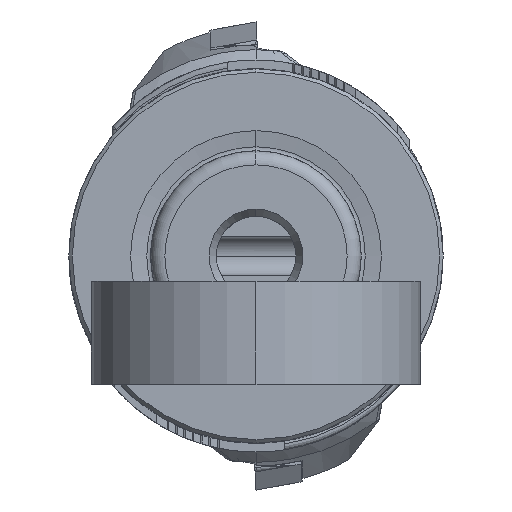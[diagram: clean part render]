
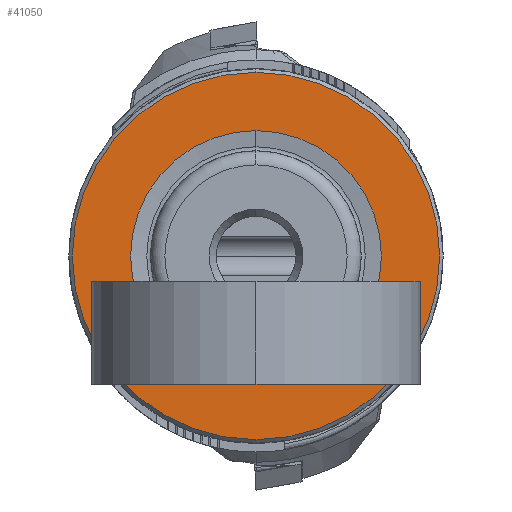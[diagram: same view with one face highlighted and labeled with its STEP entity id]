
A CAD part, left-side view. The second image highlights one B-rep face of the part: STEP entity #41050.
In plain terms, the highlighted planar face has unit normal (-1, 0, 0).
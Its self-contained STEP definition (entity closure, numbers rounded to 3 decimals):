
#2962 = CARTESIAN_POINT ( 'NONE',  ( 0., 0., -10.715 ) ) ;
#4347 = AXIS2_PLACEMENT_3D ( 'NONE', #22591, #50152, #26634 ) ;
#6801 = EDGE_CURVE ( 'NONE', #34731, #35956, #45807, .T. ) ;
#8331 = ORIENTED_EDGE ( 'NONE', *, *, #46619, .F. ) ;
#8887 = EDGE_CURVE ( 'NONE', #35956, #34731, #30004, .T. ) ;
#9267 = CARTESIAN_POINT ( 'NONE',  ( 0., 10.715, 0. ) ) ;
#9691 = CARTESIAN_POINT ( 'NONE',  ( 0., 0., 0. ) ) ;
#11868 = DIRECTION ( 'NONE',  ( -1., 0., 0. ) ) ;
#12079 = ORIENTED_EDGE ( 'NONE', *, *, #50590, .F. ) ;
#13108 = PLANE ( 'NONE',  #47957 ) ;
#13278 = DIRECTION ( 'NONE',  ( 0., 0., -1. ) ) ;
#13360 = CARTESIAN_POINT ( 'NONE',  ( 0., 0., 10.715 ) ) ;
#13722 = DIRECTION ( 'NONE',  ( 0., 0., 1. ) ) ;
#14985 = VERTEX_POINT ( 'NONE', #2962 ) ;
#16224 = CIRCLE ( 'NONE', #40738, 10.715 ) ;
#16868 = AXIS2_PLACEMENT_3D ( 'NONE', #9691, #37649, #13722 ) ;
#18419 = EDGE_LOOP ( 'NONE', ( #12079, #8331 ) ) ;
#22433 = CARTESIAN_POINT ( 'NONE',  ( 0., 0., -15.7 ) ) ;
#22591 = CARTESIAN_POINT ( 'NONE',  ( 0., 0., 0. ) ) ;
#24161 = FACE_BOUND ( 'NONE', #18419, .T. ) ;
#26248 = CARTESIAN_POINT ( 'NONE',  ( 0., 0., 15.7 ) ) ;
#26634 = DIRECTION ( 'NONE',  ( 0., 0., 1. ) ) ;
#30004 = CIRCLE ( 'NONE', #4347, 15.7 ) ;
#34165 = ORIENTED_EDGE ( 'NONE', *, *, #6801, .T. ) ;
#34731 = VERTEX_POINT ( 'NONE', #26248 ) ;
#35526 = ORIENTED_EDGE ( 'NONE', *, *, #8887, .T. ) ;
#35778 = CARTESIAN_POINT ( 'NONE',  ( 0., 0., 0. ) ) ;
#35956 = VERTEX_POINT ( 'NONE', #22433 ) ;
#36024 = FACE_OUTER_BOUND ( 'NONE', #46311, .T. ) ;
#37192 = VERTEX_POINT ( 'NONE', #13360 ) ;
#37217 = DIRECTION ( 'NONE',  ( 1., 0., 0. ) ) ;
#37649 = DIRECTION ( 'NONE',  ( -1., 0., 0. ) ) ;
#39796 = DIRECTION ( 'NONE',  ( 0., 0., 1. ) ) ;
#39856 = DIRECTION ( 'NONE',  ( 0., 0., 1. ) ) ;
#39871 = DIRECTION ( 'NONE',  ( -1., 0., 0. ) ) ;
#39916 = CARTESIAN_POINT ( 'NONE',  ( 0., 0., 0. ) ) ;
#40738 = AXIS2_PLACEMENT_3D ( 'NONE', #35778, #11868, #39796 ) ;
#41050 = ADVANCED_FACE ( 'NONE', ( #24161, #36024 ), #13108, .F. ) ;
#45807 = CIRCLE ( 'NONE', #49345, 15.7 ) ;
#46202 = CIRCLE ( 'NONE', #16868, 10.715 ) ;
#46311 = EDGE_LOOP ( 'NONE', ( #35526, #34165 ) ) ;
#46619 = EDGE_CURVE ( 'NONE', #14985, #37192, #16224, .T. ) ;
#47957 = AXIS2_PLACEMENT_3D ( 'NONE', #9267, #37217, #13278 ) ;
#49345 = AXIS2_PLACEMENT_3D ( 'NONE', #39916, #39871, #39856 ) ;
#50152 = DIRECTION ( 'NONE',  ( -1., 0., 0. ) ) ;
#50590 = EDGE_CURVE ( 'NONE', #37192, #14985, #46202, .T. ) ;
